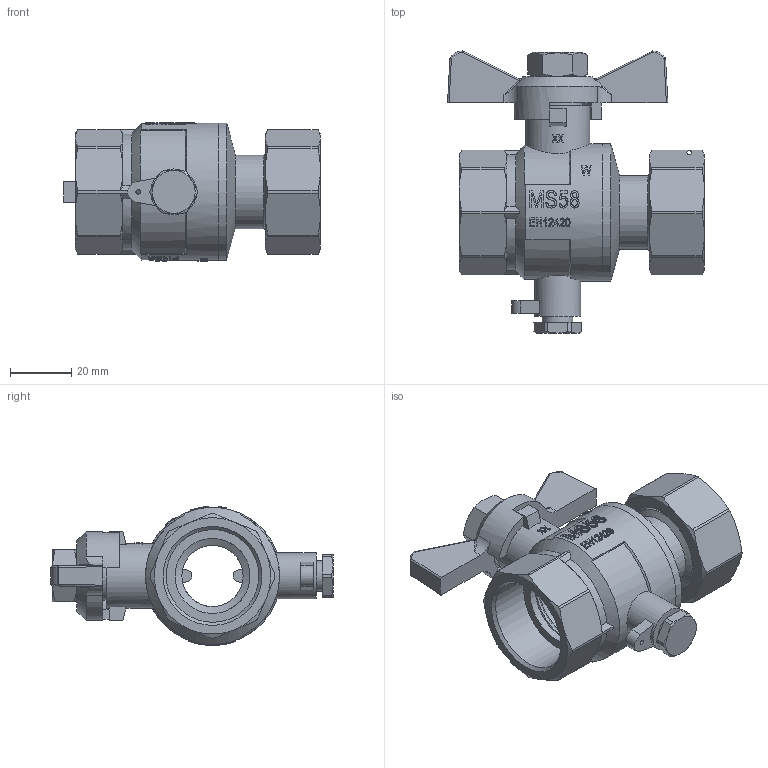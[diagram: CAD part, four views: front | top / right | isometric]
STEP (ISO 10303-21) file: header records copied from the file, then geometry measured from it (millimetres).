
FILE_DESCRIPTION(/* description */ ('Unknown'),/* implementation_level */ '2;1');
FILE_NAME(/* name */ '722-66',/* time_stamp */ '2023-06-06T11:37:24+02:00',/* author */ ('Unknown'),/* organization */ ('Unknown'),/* preprocessor_version */ 'ST-DEVELOPER v18.102',/* originating_system */ 'Solid Edge',/* authorisation */ 'Unknown');
FILE_SCHEMA (('AUTOMOTIVE_DESIGN {1 0 10303 214 3 1 1}'));
Length unit declared in the file: millimetre
Products named in the file (18): 722-66; B1; F-griff-1.1; M10-1-Mutter-al.g..1; Kvrper-co; Schtaube; Kugel; Kugeldichtung.1; Kvrper; Spindel-co; Spindel; Spindeldichtung; Stopfbuchse; verschraubung-co; _berwurfmutter; Einschraubteil; Dichtung; Sperring
Assembly tree (18 placements, depth 3):
  722-66
    B1
      F-griff-1.1
      M10-1-Mutter-al.g..1
    Kvrper-co
      Schtaube
      Kugel
      Kugeldichtung.1  x2
      Kvrper
    Spindel-co
      Spindel
      Spindeldichtung
      Stopfbuchse
    verschraubung-co
      _berwurfmutter
      Einschraubteil
      Dichtung
      Sperring
Bounding box: 83.96 x 92.2 x 45.36 mm (x, y, z)
Volume: 70900.9 mm3; surface area: 47753.9 mm2
Topology: 14 solids, 14 shells, 1215 faces, 3352 edges, 2210 vertices
Faces by surface type: plane 956, cylinder 143, cone 87, bspline 14, sphere 9, torus 6
Full cylindrical faces by diameter (mm): 1.5 x2, 5 x1, 5.9 x1, 8.5 x1, 8.8 x1, 8.92 x1, 10 x1, 12 x2, 12.1 x2, 12.5 x1, 14 x1, 14.5 x1, 15 x1, 16 x1, 16.3 x1, 16.5 x1, 18 x1, 20 x2, 21 x1, 22 x1, 22.5 x1, 24 x1, 24.5 x2, 28 x1, 30 x1, 30.2 x1, 30.291 x2, 30.3 x1, 32.3 x1, 33 x4
Entity records: 44309 total; most frequent: CARTESIAN_POINT 12128, DIRECTION 7261, ORIENTED_EDGE 6452, EDGE_CURVE 3226, AXIS2_PLACEMENT_3D 3003, VERTEX_POINT 2176, FACE_BOUND 1370, EDGE_LOOP 1369
